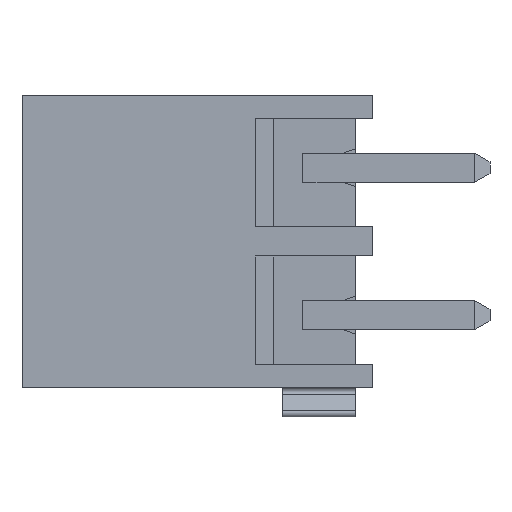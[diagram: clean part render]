
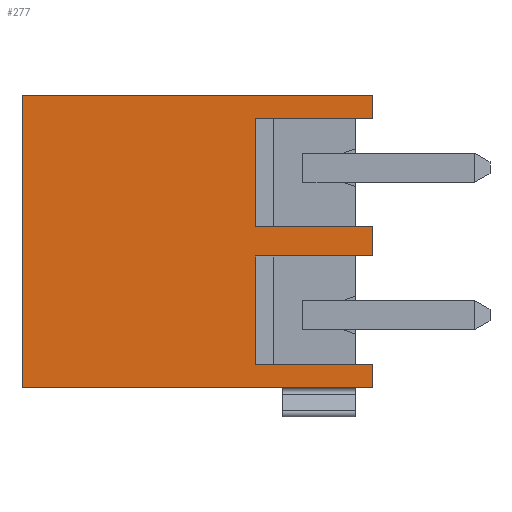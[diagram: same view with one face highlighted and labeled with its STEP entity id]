
A CAD part, front view. The second image highlights one B-rep face of the part: STEP entity #277.
In plain terms, the highlighted planar face has unit normal (0, -1, 0).
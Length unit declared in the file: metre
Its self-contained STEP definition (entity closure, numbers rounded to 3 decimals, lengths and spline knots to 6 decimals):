
#277=ADVANCED_FACE('',(#656),#657,.F.);
#656=FACE_OUTER_BOUND('',#1136,.T.);
#657=PLANE('',#1137);
#1136=EDGE_LOOP('',(#1969,#1970,#1971,#1972,#1973,#1974,#1975,#1976,#1977,#1978,#1979,#1980));
#1137=AXIS2_PLACEMENT_3D('',#1981,#1982,#1983);
#1969=ORIENTED_EDGE('',*,*,#3173,.T.);
#1970=ORIENTED_EDGE('',*,*,#3176,.T.);
#1971=ORIENTED_EDGE('',*,*,#3177,.T.);
#1972=ORIENTED_EDGE('',*,*,#3178,.F.);
#1973=ORIENTED_EDGE('',*,*,#3179,.F.);
#1974=ORIENTED_EDGE('',*,*,#3180,.T.);
#1975=ORIENTED_EDGE('',*,*,#3181,.T.);
#1976=ORIENTED_EDGE('',*,*,#3062,.F.);
#1977=ORIENTED_EDGE('',*,*,#3017,.T.);
#1978=ORIENTED_EDGE('',*,*,#3182,.T.);
#1979=ORIENTED_EDGE('',*,*,#2960,.F.);
#1980=ORIENTED_EDGE('',*,*,#3183,.F.);
#1981=CARTESIAN_POINT('',(0.354146,0.212997,0.017799));
#1982=DIRECTION('',(0.,1.0,0.));
#1983=DIRECTION('',(0.,0.,-1.0));
#2960=EDGE_CURVE('',#3569,#3565,#3571,.T.);
#3017=EDGE_CURVE('',#3661,#3659,#3662,.T.);
#3062=EDGE_CURVE('',#3661,#3708,#3734,.T.);
#3173=EDGE_CURVE('',#3911,#3909,#3912,.T.);
#3176=EDGE_CURVE('',#3909,#3915,#3916,.T.);
#3177=EDGE_CURVE('',#3915,#3917,#3918,.T.);
#3178=EDGE_CURVE('',#3919,#3917,#3920,.T.);
#3179=EDGE_CURVE('',#3921,#3919,#3922,.T.);
#3180=EDGE_CURVE('',#3921,#3923,#3924,.T.);
#3181=EDGE_CURVE('',#3923,#3708,#3925,.T.);
#3182=EDGE_CURVE('',#3659,#3565,#3926,.T.);
#3183=EDGE_CURVE('',#3911,#3569,#3927,.T.);
#3565=VERTEX_POINT('',#4449);
#3569=VERTEX_POINT('',#4455);
#3571=LINE('',#4458,#4459);
#3659=VERTEX_POINT('',#4584);
#3661=VERTEX_POINT('',#4587);
#3662=LINE('',#4588,#4589);
#3708=VERTEX_POINT('',#4657);
#3734=LINE('',#4698,#4699);
#3909=VERTEX_POINT('',#4949);
#3911=VERTEX_POINT('',#4952);
#3912=LINE('',#4953,#4954);
#3915=VERTEX_POINT('',#4958);
#3916=LINE('',#4959,#4960);
#3917=VERTEX_POINT('',#4961);
#3918=LINE('',#4962,#4963);
#3919=VERTEX_POINT('',#4964);
#3920=LINE('',#4965,#4966);
#3921=VERTEX_POINT('',#4967);
#3922=LINE('',#4968,#4969);
#3923=VERTEX_POINT('',#4970);
#3924=LINE('',#4971,#4972);
#3925=LINE('',#4973,#4974);
#3926=LINE('',#4975,#4976);
#3927=LINE('',#4977,#4978);
#4449=CARTESIAN_POINT('',(0.362146,0.212997,0.008279));
#4455=CARTESIAN_POINT('',(0.362146,0.212997,0.011979));
#4458=CARTESIAN_POINT('',(0.362146,0.212997,0.005659));
#4459=VECTOR('',#5589,1.0);
#4584=CARTESIAN_POINT('',(0.366146,0.212997,0.008279));
#4587=CARTESIAN_POINT('',(0.366146,0.212997,0.007479));
#4588=CARTESIAN_POINT('',(0.366146,0.212997,0.007739));
#4589=VECTOR('',#5643,1.0);
#4657=CARTESIAN_POINT('',(0.354146,0.212997,0.007479));
#4698=CARTESIAN_POINT('',(0.354146,0.212997,0.007479));
#4699=VECTOR('',#5681,1.0);
#4949=CARTESIAN_POINT('',(0.366146,0.212997,0.012979));
#4952=CARTESIAN_POINT('',(0.366146,0.212997,0.011979));
#4953=CARTESIAN_POINT('',(0.366146,0.212997,0.012779));
#4954=VECTOR('',#5800,1.0);
#4958=CARTESIAN_POINT('',(0.362146,0.212997,0.012979));
#4959=CARTESIAN_POINT('',(0.363146,0.212997,0.012979));
#4960=VECTOR('',#5802,1.0);
#4961=CARTESIAN_POINT('',(0.362146,0.212997,0.016679));
#4962=CARTESIAN_POINT('',(0.362146,0.212997,0.017799));
#4963=VECTOR('',#5803,1.0);
#4964=CARTESIAN_POINT('',(0.366146,0.212997,0.016679));
#4965=CARTESIAN_POINT('',(0.363146,0.212997,0.016679));
#4966=VECTOR('',#5804,1.0);
#4967=CARTESIAN_POINT('',(0.366146,0.212997,0.017479));
#4968=CARTESIAN_POINT('',(0.366146,0.212997,0.017219));
#4969=VECTOR('',#5805,1.0);
#4970=CARTESIAN_POINT('',(0.354146,0.212997,0.017479));
#4971=CARTESIAN_POINT('',(0.354146,0.212997,0.017479));
#4972=VECTOR('',#5806,1.0);
#4973=CARTESIAN_POINT('',(0.354146,0.212997,0.012759));
#4974=VECTOR('',#5807,1.0);
#4975=CARTESIAN_POINT('',(0.363146,0.212997,0.008279));
#4976=VECTOR('',#5808,1.0);
#4977=CARTESIAN_POINT('',(0.363146,0.212997,0.011979));
#4978=VECTOR('',#5809,1.0);
#5589=DIRECTION('',(0.,0.,-1.0));
#5643=DIRECTION('',(0.,0.,1.0));
#5681=DIRECTION('',(-1.0,0.,0.));
#5800=DIRECTION('',(0.,0.,1.0));
#5802=DIRECTION('',(-1.0,0.,0.));
#5803=DIRECTION('',(0.,0.,1.0));
#5804=DIRECTION('',(-1.0,0.,0.));
#5805=DIRECTION('',(0.,0.,-1.0));
#5806=DIRECTION('',(-1.0,0.,0.));
#5807=DIRECTION('',(0.,0.,-1.0));
#5808=DIRECTION('',(-1.0,0.,0.));
#5809=DIRECTION('',(-1.0,0.,0.));
